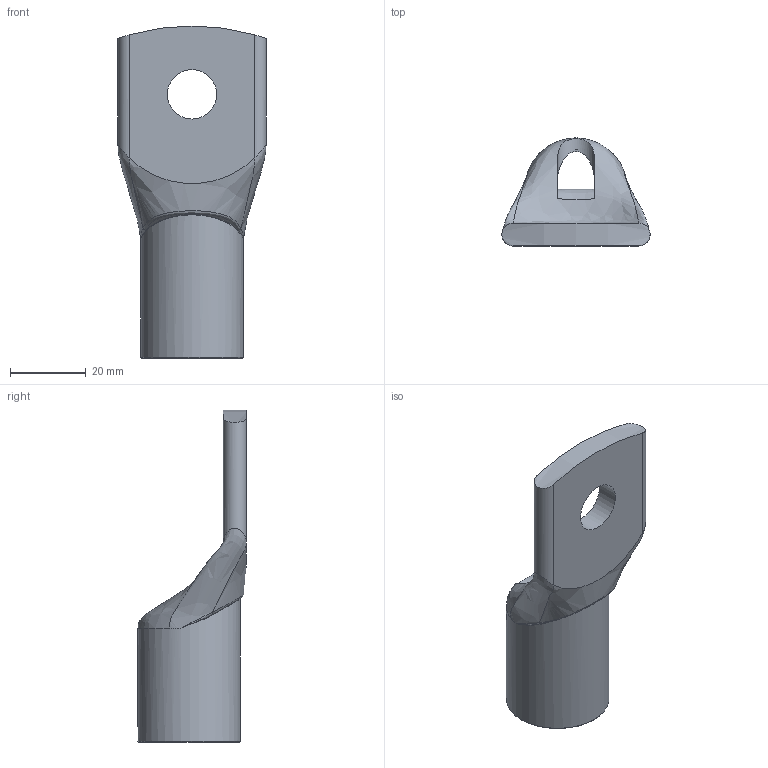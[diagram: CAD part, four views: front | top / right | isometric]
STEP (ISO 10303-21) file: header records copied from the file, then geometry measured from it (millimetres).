
FILE_DESCRIPTION((''),'2;1');
FILE_NAME('PK185-12.stp','2016-02-12T07:52:45',(''),(''),'Autodesk Inventor 2010','Autodesk Inventor 2010','');
FILE_SCHEMA(('AUTOMOTIVE_DESIGN { 1 0 10303 214 1 1 1 1 }'));
Length unit declared in the file: millimetre
Products named in the file (1): PK185-12
Bounding box: 39 x 28.5 x 87.38 mm (x, y, z)
Volume: 19313.2 mm3; surface area: 10846.4 mm2
Topology: 1 solids, 1 shells, 34 faces, 88 edges, 55 vertices
Faces by surface type: bspline 13, plane 11, cylinder 8, torus 1, cone 1
Full cylindrical faces by diameter (mm): 13 x1, 21 x1, 27 x1
Entity records: 2203 total; most frequent: CARTESIAN_POINT 1467, ORIENTED_EDGE 158, DIRECTION 115, EDGE_CURVE 79, VERTEX_POINT 53, AXIS2_PLACEMENT_3D 49, EDGE_LOOP 44, B_SPLINE_CURVE_WITH_KNOTS 35
